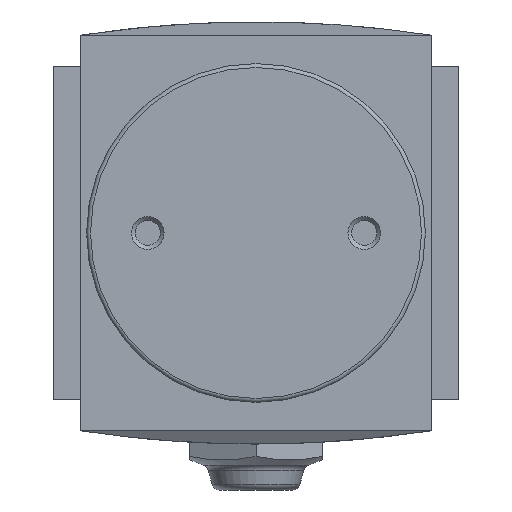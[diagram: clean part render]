
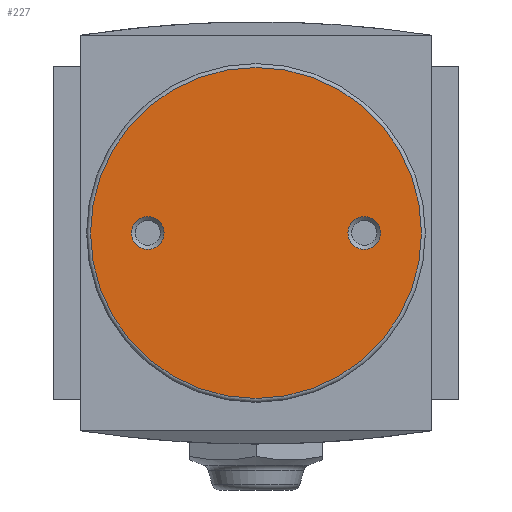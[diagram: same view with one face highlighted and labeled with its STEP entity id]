
A CAD part, front view. The second image highlights one B-rep face of the part: STEP entity #227.
In plain terms, the highlighted planar face has unit normal (0, -1, 0).
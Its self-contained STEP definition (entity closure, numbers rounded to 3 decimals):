
#227 = ADVANCED_FACE( '', ( #661, #662, #663 ), #664, .F. );
#661 = FACE_BOUND( '', #1436, .T. );
#662 = FACE_OUTER_BOUND( '', #1437, .T. );
#663 = FACE_BOUND( '', #1438, .T. );
#664 = PLANE( '', #1439 );
#1436 = EDGE_LOOP( '', ( #2519 ) );
#1437 = EDGE_LOOP( '', ( #2520 ) );
#1438 = EDGE_LOOP( '', ( #2521 ) );
#1439 = AXIS2_PLACEMENT_3D( '', #2522, #2523, #2524 );
#2519 = ORIENTED_EDGE( '', *, *, #4938, .F. );
#2520 = ORIENTED_EDGE( '', *, *, #4944, .T. );
#2521 = ORIENTED_EDGE( '', *, *, #4941, .F. );
#2522 = CARTESIAN_POINT( '', ( 21.25, -33., 0. ) );
#2523 = DIRECTION( '', ( 0., 1., 0. ) );
#2524 = DIRECTION( '', ( 0., 0., 1. ) );
#4938 = EDGE_CURVE( '', #5860, #5860, #5861, .F. );
#4941 = EDGE_CURVE( '', #5866, #5866, #5867, .T. );
#4944 = EDGE_CURVE( '', #5872, #5872, #5873, .T. );
#5860 = VERTEX_POINT( '', #7478 );
#5861 = CIRCLE( '', #7479, 2.1 );
#5866 = VERTEX_POINT( '', #7484 );
#5867 = CIRCLE( '', #7485, 2.1 );
#5872 = VERTEX_POINT( '', #7490 );
#5873 = CIRCLE( '', #7491, 21.25 );
#7478 = CARTESIAN_POINT( '', ( 13.9, -33., 2.1 ) );
#7479 = AXIS2_PLACEMENT_3D( '', #9343, #9344, #9345 );
#7484 = CARTESIAN_POINT( '', ( -13.9, -33., -2.1 ) );
#7485 = AXIS2_PLACEMENT_3D( '', #9352, #9353, #9354 );
#7490 = CARTESIAN_POINT( '', ( 0., -33., -21.25 ) );
#7491 = AXIS2_PLACEMENT_3D( '', #9361, #9362, #9363 );
#9343 = CARTESIAN_POINT( '', ( 13.9, -33., 0. ) );
#9344 = DIRECTION( '', ( 0., 1., 0. ) );
#9345 = DIRECTION( '', ( 0., 0., 1. ) );
#9352 = CARTESIAN_POINT( '', ( -13.9, -33., 0. ) );
#9353 = DIRECTION( '', ( 0., -1., 0. ) );
#9354 = DIRECTION( '', ( 0., 0., -1. ) );
#9361 = CARTESIAN_POINT( '', ( 0., -33., 0. ) );
#9362 = DIRECTION( '', ( 0., -1., 0. ) );
#9363 = DIRECTION( '', ( 0., 0., -1. ) );
